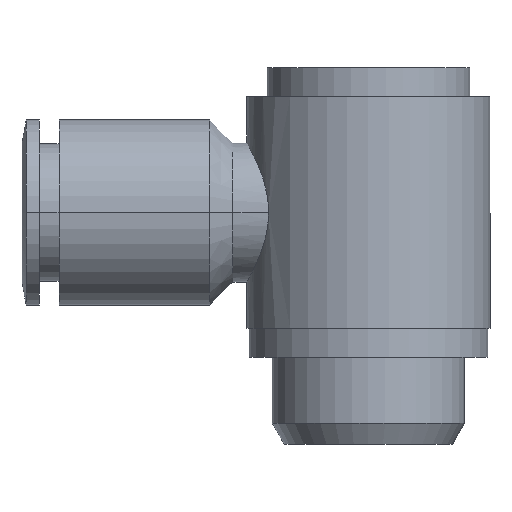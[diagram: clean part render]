
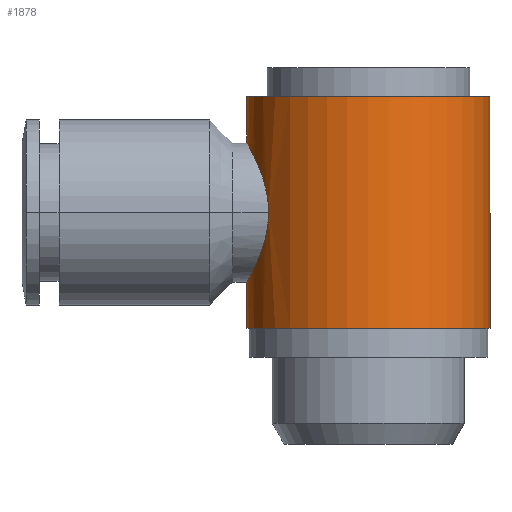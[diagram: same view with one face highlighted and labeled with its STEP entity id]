
A CAD part, left-side view. The second image highlights one B-rep face of the part: STEP entity #1878.
In plain terms, the highlighted cylindrical face has radius 10.5 mm (diameter 21 mm), a partial arc.
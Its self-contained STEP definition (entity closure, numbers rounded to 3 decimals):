
#123=CARTESIAN_POINT('',(-6.,8.617,0.0));
#124=VERTEX_POINT('',#123);
#131=CARTESIAN_POINT('',(0.,10.5,6.));
#132=VERTEX_POINT('',#131);
#133=CARTESIAN_POINT('',(-6.,8.617,0.0));
#134=CARTESIAN_POINT('',(-6.,8.617,0.776));
#135=CARTESIAN_POINT('',(-5.841,8.733,1.587));
#136=CARTESIAN_POINT('',(-5.224,9.115,3.057));
#137=CARTESIAN_POINT('',(-4.767,9.373,3.719));
#138=CARTESIAN_POINT('',(-3.721,9.835,4.764));
#139=CARTESIAN_POINT('',(-3.058,10.073,5.223));
#140=CARTESIAN_POINT('',(-1.585,10.407,5.842));
#141=CARTESIAN_POINT('',(-0.773,10.5,6.));
#142=CARTESIAN_POINT('',(0.,10.5,6.));
#143=B_SPLINE_CURVE_WITH_KNOTS('',3,(#133,#134,#135,#136,#137,#138,#139,#140,#141,#142),.UNSPECIFIED.,.F.,.U.,(4,2,2,2,4),(0.0,0.233,0.466,0.698,0.929),.UNSPECIFIED.);
#144=EDGE_CURVE('',#124,#132,#143,.T.);
#376=CARTESIAN_POINT('',(0.0,-10.5,-10.));
#377=VERTEX_POINT('',#376);
#378=CARTESIAN_POINT('',(0.0,-10.5,10.));
#379=VERTEX_POINT('',#378);
#380=CARTESIAN_POINT('',(0.0,-10.5,-10.));
#381=DIRECTION('',(0.0,0.0,1.0));
#382=VECTOR('',#381,20.);
#383=LINE('',#380,#382);
#384=EDGE_CURVE('',#377,#379,#383,.T.);
#386=CARTESIAN_POINT('',(0.,10.5,-10.0));
#387=VERTEX_POINT('',#386);
#395=CARTESIAN_POINT('',(0.,10.5,-6.));
#396=VERTEX_POINT('',#395);
#397=CARTESIAN_POINT('',(0.,10.5,-6.));
#398=DIRECTION('',(0.0,0.0,-1.0));
#399=VECTOR('',#398,4.);
#400=LINE('',#397,#399);
#401=EDGE_CURVE('',#396,#387,#400,.T.);
#417=CARTESIAN_POINT('',(0.,10.5,10.));
#418=VERTEX_POINT('',#417);
#419=CARTESIAN_POINT('',(0.,10.5,10.));
#420=DIRECTION('',(0.0,0.0,-1.0));
#421=VECTOR('',#420,4.);
#422=LINE('',#419,#421);
#423=EDGE_CURVE('',#418,#132,#422,.T.);
#1840=CARTESIAN_POINT('',(0.0,0.0,0.0));
#1841=DIRECTION('',(0.0,0.0,1.0));
#1842=DIRECTION('',(0.0,-1.0,0.0));
#1843=AXIS2_PLACEMENT_3D('',#1840,#1841,#1842);
#1844=CYLINDRICAL_SURFACE('',#1843,10.5);
#1845=ORIENTED_EDGE('',*,*,#384,.T.);
#1846=CARTESIAN_POINT('',(0.0,0.0,10.));
#1847=DIRECTION('',(0.0,0.0,1.0));
#1848=DIRECTION('',(0.0,-1.0,0.0));
#1849=AXIS2_PLACEMENT_3D('',#1846,#1847,#1848);
#1850=CIRCLE('',#1849,10.5);
#1851=EDGE_CURVE('',#418,#379,#1850,.T.);
#1852=ORIENTED_EDGE('',*,*,#1851,.F.);
#1853=ORIENTED_EDGE('',*,*,#423,.T.);
#1854=ORIENTED_EDGE('',*,*,#144,.F.);
#1855=CARTESIAN_POINT('',(0.,10.5,-6.));
#1856=CARTESIAN_POINT('',(-0.773,10.5,-6.));
#1857=CARTESIAN_POINT('',(-1.585,10.407,-5.842));
#1858=CARTESIAN_POINT('',(-3.058,10.073,-5.223));
#1859=CARTESIAN_POINT('',(-3.721,9.835,-4.764));
#1860=CARTESIAN_POINT('',(-4.767,9.373,-3.719));
#1861=CARTESIAN_POINT('',(-5.224,9.115,-3.057));
#1862=CARTESIAN_POINT('',(-5.841,8.733,-1.587));
#1863=CARTESIAN_POINT('',(-6.,8.617,-0.776));
#1864=CARTESIAN_POINT('',(-6.,8.617,0.0));
#1865=B_SPLINE_CURVE_WITH_KNOTS('',3,(#1855,#1856,#1857,#1858,#1859,#1860,#1861,#1862,#1863,#1864),.UNSPECIFIED.,.F.,.U.,(4,2,2,2,4),(2.788,3.02,3.252,3.485,3.718),.UNSPECIFIED.);
#1866=EDGE_CURVE('',#396,#124,#1865,.T.);
#1867=ORIENTED_EDGE('',*,*,#1866,.F.);
#1868=ORIENTED_EDGE('',*,*,#401,.T.);
#1869=CARTESIAN_POINT('',(0.0,0.0,-10.0));
#1870=DIRECTION('',(0.0,0.0,1.0));
#1871=DIRECTION('',(0.0,-1.0,0.0));
#1872=AXIS2_PLACEMENT_3D('',#1869,#1870,#1871);
#1873=CIRCLE('',#1872,10.5);
#1874=EDGE_CURVE('',#387,#377,#1873,.T.);
#1875=ORIENTED_EDGE('',*,*,#1874,.T.);
#1876=EDGE_LOOP('',(#1845,#1852,#1853,#1854,#1867,#1868,#1875));
#1877=FACE_OUTER_BOUND('',#1876,.T.);
#1878=ADVANCED_FACE('',(#1877),#1844,.T.);
